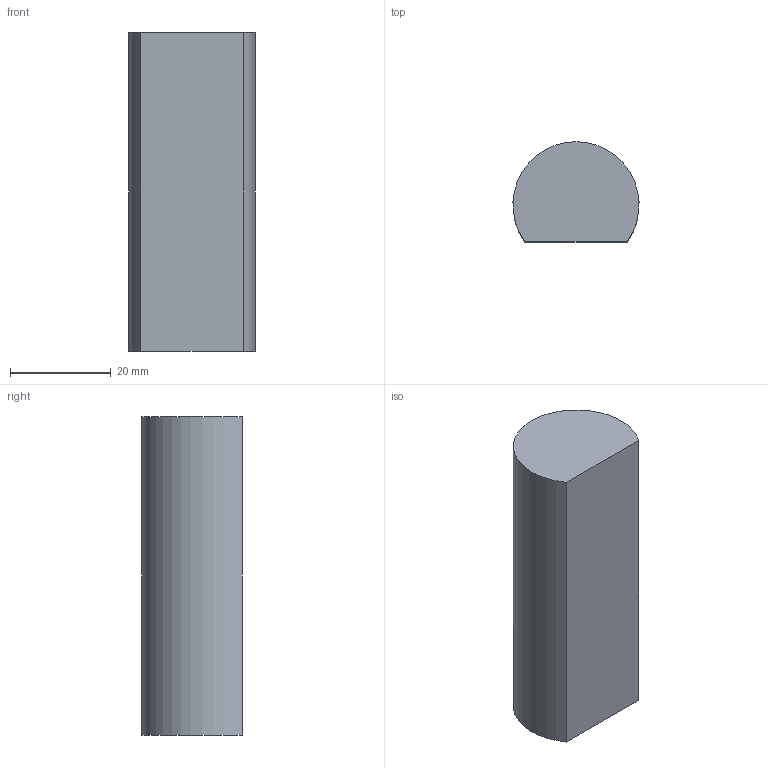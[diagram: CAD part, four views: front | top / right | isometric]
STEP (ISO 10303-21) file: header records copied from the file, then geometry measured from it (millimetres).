
FILE_DESCRIPTION(/* description */ (''),/* implementation_level */ '2;1');
FILE_NAME(/* name */ 'DPLX_P026_VIPE _Transformer.stp',/* time_stamp */ '2018-07-31T12:46:35-07:00',/* author */ ('MJ'),/* organization */ (''),/* preprocessor_version */ 'ST-DEVELOPER v16.13',/* originating_system */ 'Autodesk Inventor 2018',/* authorisation */ '');
FILE_SCHEMA (('AUTOMOTIVE_DESIGN { 1 0 10303 214 3 1 1 }'));
Length unit declared in the file: inch
Products named in the file (1): DPLX_P026_VIPE _Transformer
Bounding box: 24.96 x 19.83 x 63 mm (x, y, z)
Volume: 26295.3 mm3; surface area: 5570.4 mm2
Topology: 1 solids, 1 shells, 4 faces, 9 edges, 10 vertices
Faces by surface type: plane 3, cylinder 1
Entity records: 174 total; most frequent: CARTESIAN_POINT 22, DIRECTION 20, ORIENTED_EDGE 12, AXIS2_PLACEMENT_3D 8, EDGE_CURVE 6, STYLED_ITEM 4, FACE_OUTER_BOUND 4, EDGE_LOOP 4
